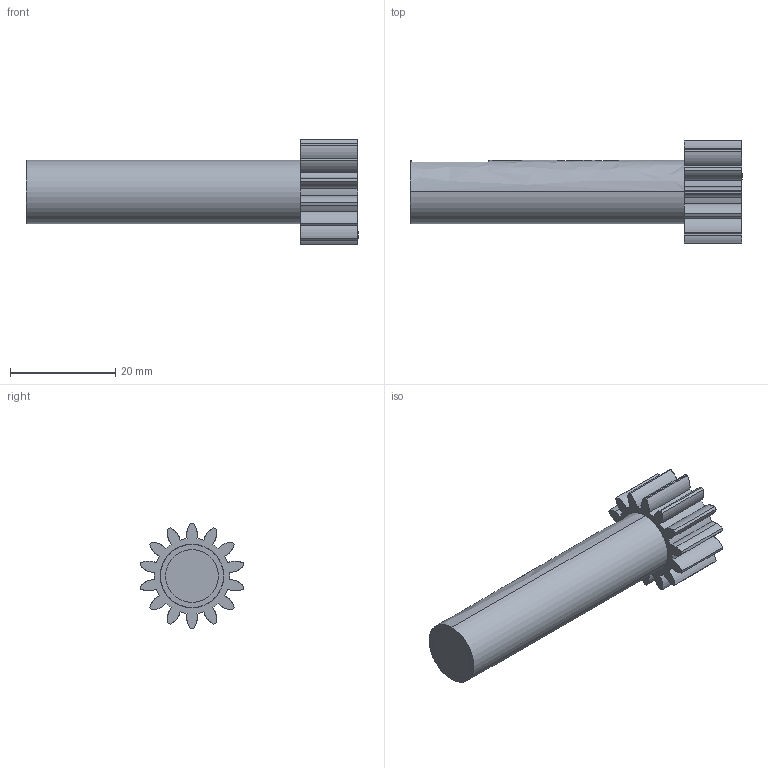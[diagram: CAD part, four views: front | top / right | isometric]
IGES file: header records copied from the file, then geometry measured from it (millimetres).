
Start section: SolidWorks IGES file using analytic representation for surfaces
Global section: file name: 1pignon arbré1.25z14.IGS; native system: SolidWorks 2020; preprocessor: SolidWorks 2020; author: user; date: 210512.012530; units: millimetre
Bounding box: 63 x 19.61 x 20 mm (x, y, z)
Surface area: 3753.8 mm2 (no closed solid volume)
Topology: 0 solids, 0 shells, 70 faces, 716 edges, 716 vertices
Faces by surface type: revolution 64, bspline 6
